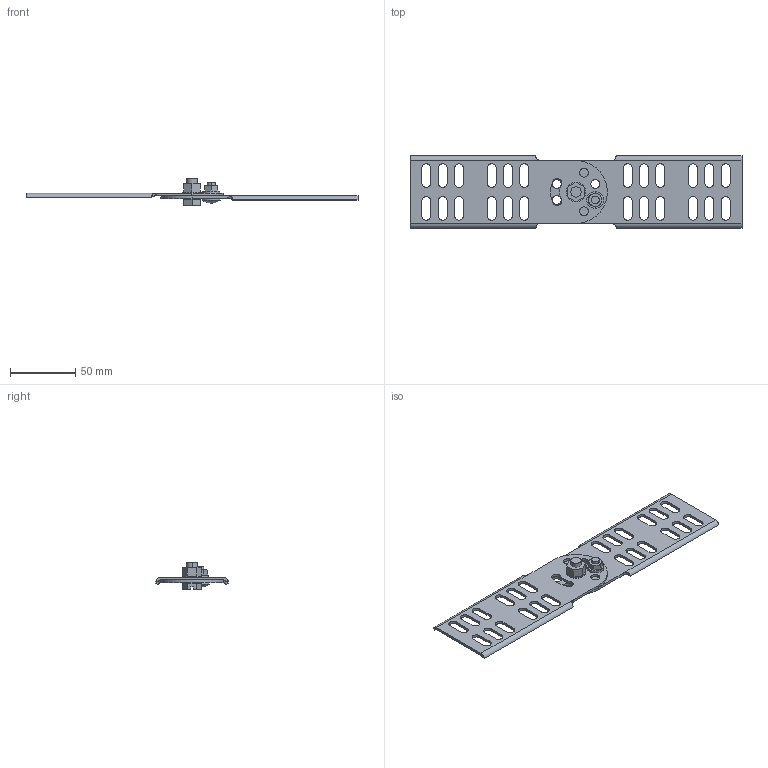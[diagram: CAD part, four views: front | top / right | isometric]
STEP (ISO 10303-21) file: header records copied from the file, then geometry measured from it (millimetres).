
FILE_DESCRIPTION (( 'STEP AP214' ), '1' );
FILE_NAME ('7082012.stp', '2018-10-03T06:40:29', ( '' ), ( '' ), 'SwSTEP 2.0', 'SolidWorks 2018', '' );
FILE_SCHEMA (( 'AUTOMOTIVE_DESIGN' ));
Length unit declared in the file: millimetre
Products named in the file (7): 009241_DIN 6798-A8.4; KTS 07.039-007_Standard; 7082012; 017082_L=16; 35015906_Standard; KTS 14.001-020_M6x25-; 011423_Hexagon Nut ISO 4032 - M8 - D - C
Assembly tree (7 placements, depth 2):
  7082012
    KTS 07.039-007_Standard  x2
    009241_DIN 6798-A8.4
    011423_Hexagon Nut ISO 4032 - M8 - D - C
    KTS 14.001-020_M6x25-
    35015906_Standard
    017082_L=16
Bounding box: 254 x 55.3 x 20.7 mm (x, y, z)
Volume: 27453.2 mm3; surface area: 31374.2 mm2
Topology: 7 solids, 7 shells, 240 faces, 636 edges, 413 vertices
Faces by surface type: cylinder 112, plane 110, cone 12, bspline 4, sphere 2
Entity records: 5510 total; most frequent: CARTESIAN_POINT 1215, DIRECTION 856, ORIENTED_EDGE 812, EDGE_CURVE 406, AXIS2_PLACEMENT_3D 314, VERTEX_POINT 261, LINE 228, VECTOR 228
